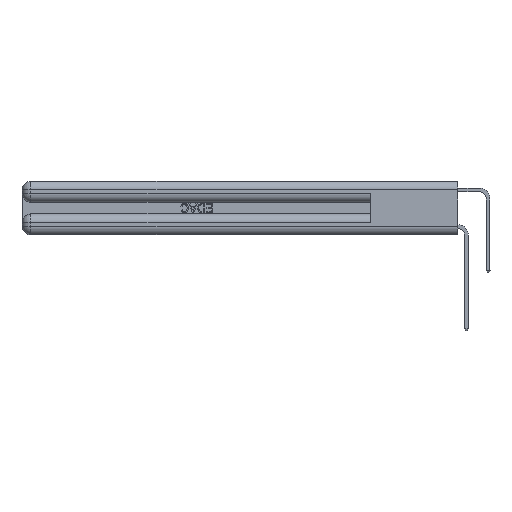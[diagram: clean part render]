
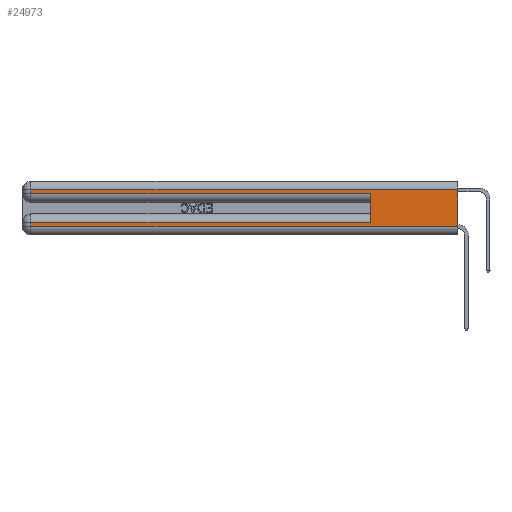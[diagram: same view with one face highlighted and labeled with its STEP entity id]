
A CAD part, left-side view. The second image highlights one B-rep face of the part: STEP entity #24973.
In plain terms, the highlighted planar face has unit normal (-1, 0, 0).
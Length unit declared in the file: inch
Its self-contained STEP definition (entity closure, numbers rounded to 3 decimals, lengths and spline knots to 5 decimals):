
#596 = CARTESIAN_POINT ( 'NONE',  ( 0., 0., 0.06 ) ) ;
#1827 = VECTOR ( 'NONE', #17350, 39.37008 ) ;
#2083 = ORIENTED_EDGE ( 'NONE', *, *, #34059, .T. ) ;
#2156 = CARTESIAN_POINT ( 'NONE',  ( 0., 0.6, 0.285 ) ) ;
#2820 = LINE ( 'NONE', #23962, #17755 ) ;
#2841 = ORIENTED_EDGE ( 'NONE', *, *, #7899, .F. ) ;
#2878 = CARTESIAN_POINT ( 'NONE',  ( 0., 0., 0.06 ) ) ;
#4157 = LINE ( 'NONE', #6635, #5458 ) ;
#4180 = ORIENTED_EDGE ( 'NONE', *, *, #34173, .T. ) ;
#4890 = CARTESIAN_POINT ( 'NONE',  ( 0., 0.6, 0.145 ) ) ;
#4952 = ORIENTED_EDGE ( 'NONE', *, *, #32995, .T. ) ;
#5274 = CARTESIAN_POINT ( 'NONE',  ( 0., 2.94, 0.06 ) ) ;
#5363 = CARTESIAN_POINT ( 'NONE',  ( 0., 2.94, 0.285 ) ) ;
#5458 = VECTOR ( 'NONE', #6456, 39.37008 ) ;
#6456 = DIRECTION ( 'NONE',  ( 0., -1., 0. ) ) ;
#6635 = CARTESIAN_POINT ( 'NONE',  ( 0., 0., 0.285 ) ) ;
#7462 = DIRECTION ( 'NONE',  ( 0., 0., -1. ) ) ;
#7539 = LINE ( 'NONE', #4890, #12358 ) ;
#7899 = EDGE_CURVE ( 'NONE', #24990, #13813, #30792, .T. ) ;
#8134 = EDGE_CURVE ( 'NONE', #25699, #13813, #11004, .T. ) ;
#8400 = CARTESIAN_POINT ( 'NONE',  ( 0., 0., 0.31 ) ) ;
#8843 = VERTEX_POINT ( 'NONE', #31062 ) ;
#9442 = VERTEX_POINT ( 'NONE', #5363 ) ;
#9756 = VERTEX_POINT ( 'NONE', #2156 ) ;
#10202 = VERTEX_POINT ( 'NONE', #17996 ) ;
#10870 = FACE_OUTER_BOUND ( 'NONE', #34311, .T. ) ;
#11004 = LINE ( 'NONE', #596, #14987 ) ;
#11723 = CARTESIAN_POINT ( 'NONE',  ( 0., 0., 0.085 ) ) ;
#12358 = VECTOR ( 'NONE', #32239, 39.37008 ) ;
#13245 = VECTOR ( 'NONE', #25136, 39.37008 ) ;
#13688 = ORIENTED_EDGE ( 'NONE', *, *, #8134, .T. ) ;
#13813 = VERTEX_POINT ( 'NONE', #2878 ) ;
#13865 = VECTOR ( 'NONE', #29495, 39.37008 ) ;
#14904 = CARTESIAN_POINT ( 'NONE',  ( 0., 0., 0.37 ) ) ;
#14987 = VECTOR ( 'NONE', #33052, 39.37008 ) ;
#15205 = ORIENTED_EDGE ( 'NONE', *, *, #32115, .T. ) ;
#15426 = ORIENTED_EDGE ( 'NONE', *, *, #17014, .F. ) ;
#15469 = AXIS2_PLACEMENT_3D ( 'NONE', #30271, #30091, #24786 ) ;
#17014 = EDGE_CURVE ( 'NONE', #8843, #9756, #7539, .T. ) ;
#17350 = DIRECTION ( 'NONE',  ( 0., 1., 0. ) ) ;
#17755 = VECTOR ( 'NONE', #21495, 39.37008 ) ;
#17996 = CARTESIAN_POINT ( 'NONE',  ( 0., 2.94, 0.085 ) ) ;
#18380 = CARTESIAN_POINT ( 'NONE',  ( 0., 2.94, 0.37 ) ) ;
#18727 = CARTESIAN_POINT ( 'NONE',  ( 0., 0., 0.31 ) ) ;
#20676 = LINE ( 'NONE', #18727, #13865 ) ;
#21495 = DIRECTION ( 'NONE',  ( 0., 0., -1. ) ) ;
#22523 = VERTEX_POINT ( 'NONE', #25823 ) ;
#22577 = EDGE_CURVE ( 'NONE', #8843, #10202, #33595, .T. ) ;
#23962 = CARTESIAN_POINT ( 'NONE',  ( 0., 2.94, 0.37 ) ) ;
#24032 = ORIENTED_EDGE ( 'NONE', *, *, #22577, .T. ) ;
#24197 = LINE ( 'NONE', #18380, #26309 ) ;
#24786 = DIRECTION ( 'NONE',  ( 0., 0., -1. ) ) ;
#24954 = PLANE ( 'NONE',  #15469 ) ;
#24973 = ADVANCED_FACE ( 'NONE', ( #10870 ), #24954, .F. ) ;
#24990 = VERTEX_POINT ( 'NONE', #8400 ) ;
#25136 = DIRECTION ( 'NONE',  ( 0., 0., -1. ) ) ;
#25699 = VERTEX_POINT ( 'NONE', #5274 ) ;
#25823 = CARTESIAN_POINT ( 'NONE',  ( 0., 2.94, 0.31 ) ) ;
#26309 = VECTOR ( 'NONE', #7462, 39.37008 ) ;
#29495 = DIRECTION ( 'NONE',  ( 0., 1., 0. ) ) ;
#30091 = DIRECTION ( 'NONE',  ( 1., 0., 0. ) ) ;
#30271 = CARTESIAN_POINT ( 'NONE',  ( 0., 0., 0.37 ) ) ;
#30792 = LINE ( 'NONE', #14904, #13245 ) ;
#31062 = CARTESIAN_POINT ( 'NONE',  ( 0., 0.6, 0.085 ) ) ;
#32115 = EDGE_CURVE ( 'NONE', #10202, #25699, #2820, .T. ) ;
#32239 = DIRECTION ( 'NONE',  ( 0., 0., 1. ) ) ;
#32995 = EDGE_CURVE ( 'NONE', #24990, #22523, #20676, .T. ) ;
#33052 = DIRECTION ( 'NONE',  ( 0., -1., 0. ) ) ;
#33595 = LINE ( 'NONE', #11723, #1827 ) ;
#34059 = EDGE_CURVE ( 'NONE', #9442, #9756, #4157, .T. ) ;
#34173 = EDGE_CURVE ( 'NONE', #22523, #9442, #24197, .T. ) ;
#34311 = EDGE_LOOP ( 'NONE', ( #2841, #4952, #4180, #2083, #15426, #24032, #15205, #13688 ) ) ;
